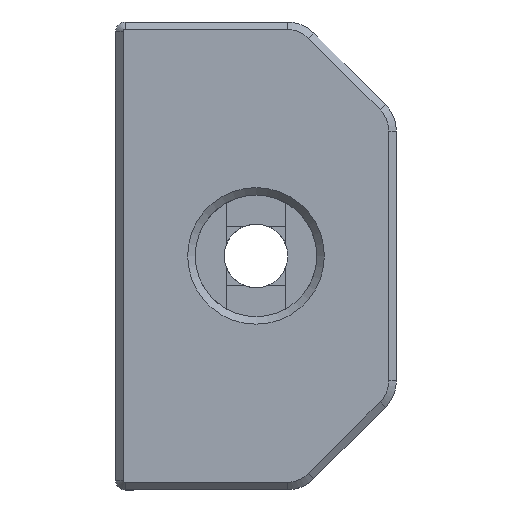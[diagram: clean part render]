
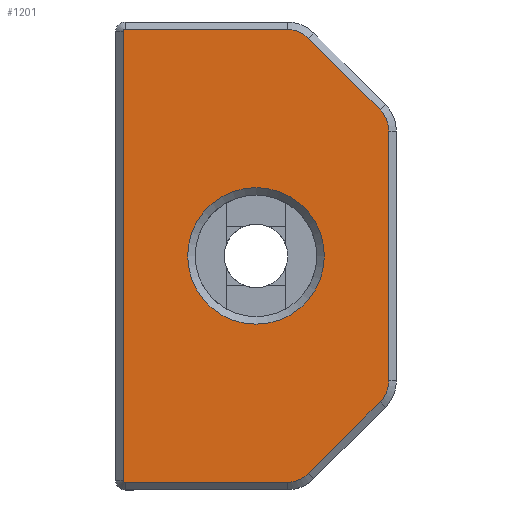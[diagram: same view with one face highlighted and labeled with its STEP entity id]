
A CAD part, top view. The second image highlights one B-rep face of the part: STEP entity #1201.
In plain terms, the highlighted planar face has unit normal (0, 0, 1).
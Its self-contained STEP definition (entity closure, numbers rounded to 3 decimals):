
#29=FACE_BOUND('',#152,.T.);
#41=PLANE('',#1291);
#84=FACE_OUTER_BOUND('',#151,.T.);
#151=EDGE_LOOP('',(#841,#842,#843,#844,#845,#846,#847,#848,#849,#850,#851,
#852));
#152=EDGE_LOOP('',(#853));
#218=CIRCLE('',#1284,3.65);
#224=CIRCLE('',#1292,1.6);
#225=CIRCLE('',#1293,1.6);
#226=CIRCLE('',#1294,1.6);
#227=CIRCLE('',#1295,1.6);
#228=CIRCLE('',#1296,0.1);
#229=CIRCLE('',#1297,0.1);
#282=LINE('',#1817,#403);
#283=LINE('',#1821,#404);
#284=LINE('',#1825,#405);
#285=LINE('',#1829,#406);
#286=LINE('',#1833,#407);
#287=LINE('',#1836,#408);
#403=VECTOR('',#1447,10.);
#404=VECTOR('',#1450,10.);
#405=VECTOR('',#1453,10.);
#406=VECTOR('',#1456,10.);
#407=VECTOR('',#1459,10.);
#408=VECTOR('',#1462,10.);
#519=VERTEX_POINT('',#1789);
#529=VERTEX_POINT('',#1813);
#530=VERTEX_POINT('',#1814);
#531=VERTEX_POINT('',#1816);
#532=VERTEX_POINT('',#1818);
#533=VERTEX_POINT('',#1820);
#534=VERTEX_POINT('',#1822);
#535=VERTEX_POINT('',#1824);
#536=VERTEX_POINT('',#1826);
#537=VERTEX_POINT('',#1828);
#538=VERTEX_POINT('',#1830);
#539=VERTEX_POINT('',#1832);
#540=VERTEX_POINT('',#1834);
#641=EDGE_CURVE('',#519,#519,#218,.T.);
#652=EDGE_CURVE('',#529,#530,#224,.T.);
#653=EDGE_CURVE('',#531,#529,#282,.T.);
#654=EDGE_CURVE('',#532,#531,#225,.T.);
#655=EDGE_CURVE('',#533,#532,#283,.T.);
#656=EDGE_CURVE('',#534,#533,#226,.T.);
#657=EDGE_CURVE('',#535,#534,#284,.T.);
#658=EDGE_CURVE('',#536,#535,#227,.T.);
#659=EDGE_CURVE('',#537,#536,#285,.T.);
#660=EDGE_CURVE('',#538,#537,#228,.T.);
#661=EDGE_CURVE('',#539,#538,#286,.T.);
#662=EDGE_CURVE('',#540,#539,#229,.T.);
#663=EDGE_CURVE('',#530,#540,#287,.T.);
#841=ORIENTED_EDGE('',*,*,#652,.F.);
#842=ORIENTED_EDGE('',*,*,#653,.F.);
#843=ORIENTED_EDGE('',*,*,#654,.F.);
#844=ORIENTED_EDGE('',*,*,#655,.F.);
#845=ORIENTED_EDGE('',*,*,#656,.F.);
#846=ORIENTED_EDGE('',*,*,#657,.F.);
#847=ORIENTED_EDGE('',*,*,#658,.F.);
#848=ORIENTED_EDGE('',*,*,#659,.F.);
#849=ORIENTED_EDGE('',*,*,#660,.F.);
#850=ORIENTED_EDGE('',*,*,#661,.F.);
#851=ORIENTED_EDGE('',*,*,#662,.F.);
#852=ORIENTED_EDGE('',*,*,#663,.F.);
#853=ORIENTED_EDGE('',*,*,#641,.F.);
#1201=ADVANCED_FACE('',(#84,#29),#41,.T.);
#1284=AXIS2_PLACEMENT_3D('',#1791,#1424,#1425);
#1291=AXIS2_PLACEMENT_3D('',#1812,#1443,#1444);
#1292=AXIS2_PLACEMENT_3D('',#1815,#1445,#1446);
#1293=AXIS2_PLACEMENT_3D('',#1819,#1448,#1449);
#1294=AXIS2_PLACEMENT_3D('',#1823,#1451,#1452);
#1295=AXIS2_PLACEMENT_3D('',#1827,#1454,#1455);
#1296=AXIS2_PLACEMENT_3D('',#1831,#1457,#1458);
#1297=AXIS2_PLACEMENT_3D('',#1835,#1460,#1461);
#1424=DIRECTION('center_axis',(0.,0.,
1.));
#1425=DIRECTION('ref_axis',(1.,0.,0.));
#1443=DIRECTION('center_axis',(0.,0.,
1.));
#1444=DIRECTION('ref_axis',(0.,-1.,0.));
#1445=DIRECTION('center_axis',(0.,0.,
-1.));
#1446=DIRECTION('ref_axis',(1.,0.,0.));
#1447=DIRECTION('',(-0.707,-0.707,0.));
#1448=DIRECTION('center_axis',(0.,0.,
-1.));
#1449=DIRECTION('ref_axis',(1.,0.,0.));
#1450=DIRECTION('',(0.,-1.,0.));
#1451=DIRECTION('center_axis',(0.,0.,
-1.));
#1452=DIRECTION('ref_axis',(1.,0.,0.));
#1453=DIRECTION('',(0.707,-0.707,0.));
#1454=DIRECTION('center_axis',(0.,0.,
-1.));
#1455=DIRECTION('ref_axis',(1.,0.,0.));
#1456=DIRECTION('',(1.,0.,0.));
#1457=DIRECTION('center_axis',(0.,0.,
-1.));
#1458=DIRECTION('ref_axis',(-0.707,0.707,0.));
#1459=DIRECTION('',(0.,1.,0.));
#1460=DIRECTION('center_axis',(0.,0.,
-1.));
#1461=DIRECTION('ref_axis',(-0.707,-0.707,0.));
#1462=DIRECTION('',(-1.,0.,0.));
#1789=CARTESIAN_POINT('',(1.037,12.5,-222.86));
#1791=CARTESIAN_POINT('Origin',(4.687,12.5,-222.86));
#1812=CARTESIAN_POINT('Origin',(4.987,12.5,-222.86));
#1813=CARTESIAN_POINT('',(7.49,0.869,-222.86));
#1814=CARTESIAN_POINT('',(6.359,0.4,-222.86));
#1815=CARTESIAN_POINT('Origin',(6.359,2.,-222.86));
#1816=CARTESIAN_POINT('',(11.318,4.697,-222.86));
#1817=CARTESIAN_POINT('',(4.229,-2.392,-222.86));
#1818=CARTESIAN_POINT('',(11.787,5.828,-222.86));
#1819=CARTESIAN_POINT('Origin',(10.187,5.828,-222.86));
#1820=CARTESIAN_POINT('',(11.787,19.172,-222.86));
#1821=CARTESIAN_POINT('',(11.787,-10.75,-222.86));
#1822=CARTESIAN_POINT('',(11.318,20.303,-222.86));
#1823=CARTESIAN_POINT('Origin',(10.187,19.172,-222.86));
#1824=CARTESIAN_POINT('',(7.49,24.131,-222.86));
#1825=CARTESIAN_POINT('',(16.854,14.767,-222.86));
#1826=CARTESIAN_POINT('',(6.359,24.6,-222.86));
#1827=CARTESIAN_POINT('Origin',(6.359,23.,-222.86));
#1828=CARTESIAN_POINT('',(-2.313,24.6,-222.86));
#1829=CARTESIAN_POINT('',(-0.913,24.6,-222.86));
#1830=CARTESIAN_POINT('',(-2.413,24.5,-222.86));
#1831=CARTESIAN_POINT('Origin',(-2.313,24.5,-222.86));
#1832=CARTESIAN_POINT('',(-2.413,0.5,-222.86));
#1833=CARTESIAN_POINT('',(-2.413,-12.75,-222.86));
#1834=CARTESIAN_POINT('',(-2.313,0.4,-222.86));
#1835=CARTESIAN_POINT('Origin',(-2.313,0.5,-222.86));
#1836=CARTESIAN_POINT('',(-0.913,0.4,-222.86));
